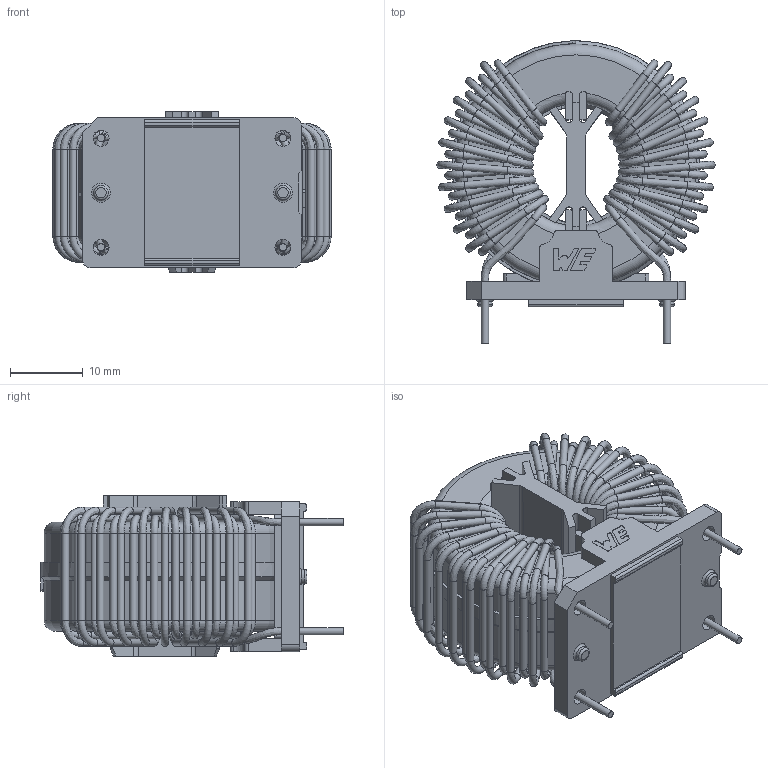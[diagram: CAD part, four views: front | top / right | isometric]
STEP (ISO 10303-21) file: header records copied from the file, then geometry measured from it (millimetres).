
FILE_DESCRIPTION(/* description */ ('Unknown'),/* implementation_level */ '2;1');
FILE_NAME(/* name */ '744830xxxx',/* time_stamp */ '2025-07-10T12:50:03+02:00',/* author */ ('Unknown'),/* organization */ ('Unknown'),/* preprocessor_version */ 'ST-DEVELOPER v19.4',/* originating_system */ 'Solid Edge',/* authorisation */ 'Unknown');
FILE_SCHEMA (('AUTOMOTIVE_DESIGN {1 0 10303 214 3 1 1}'));
Length unit declared in the file: millimetre
Products named in the file (5): 744830xxxx; t31-base; T31_Case; T31_Spacer; turns
Assembly tree (5 placements, depth 2):
  744830xxxx
    t31-base
    T31_Case  x2
    T31_Spacer
    turns
Bounding box: 38.22 x 41.55 x 22 mm (x, y, z)
Volume: 7665.1 mm3; surface area: 18240.5 mm2
Topology: 6 solids, 6 shells, 677 faces, 1601 edges, 945 vertices
Faces by surface type: cylinder 302, plane 169, torus 98, bspline 92, cone 16
Full cylindrical faces by diameter (mm): 1 x174, 2 x2, 2.2 x4, 18.5 x2, 31.5 x2, 33.2 x2
Entity records: 37802 total; most frequent: CARTESIAN_POINT 23091, DIRECTION 2608, ORIENTED_EDGE 2040, AXIS2_PLACEMENT_3D 1095, EDGE_CURVE 1020, EDGE_LOOP 992, FACE_BOUND 992, VERTEX_POINT 802
